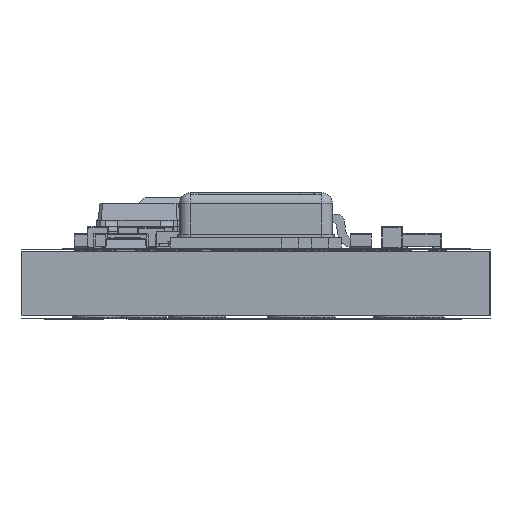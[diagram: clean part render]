
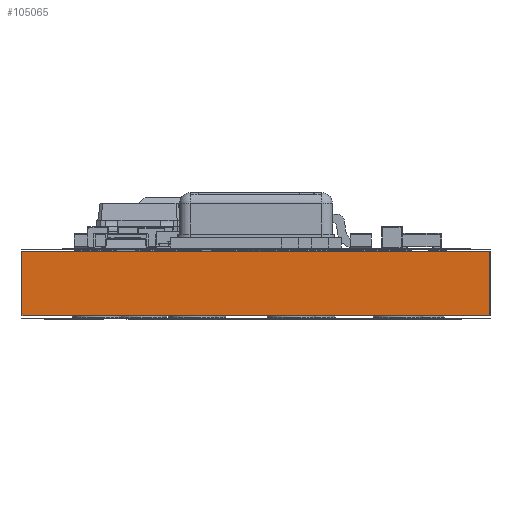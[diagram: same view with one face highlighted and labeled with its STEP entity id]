
A CAD part, left-side view. The second image highlights one B-rep face of the part: STEP entity #105065.
In plain terms, the highlighted planar face has unit normal (-1, 0, 0).
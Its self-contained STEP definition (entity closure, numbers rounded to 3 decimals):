
#105009 = VERTEX_POINT('',#105010);
#105010 = CARTESIAN_POINT('',(57.02,-153.146,1.51));
#105016 = EDGE_CURVE('',#105017,#105009,#105019,.T.);
#105017 = VERTEX_POINT('',#105018);
#105018 = CARTESIAN_POINT('',(57.02,-153.146,0.));
#105019 = LINE('',#105020,#105021);
#105020 = CARTESIAN_POINT('',(57.02,-153.146,0.));
#105021 = VECTOR('',#105022,1.);
#105022 = DIRECTION('',(0.,0.,1.));
#105065 = ADVANCED_FACE('',(#105066),#105091,.T.);
#105066 = FACE_BOUND('',#105067,.T.);
#105067 = EDGE_LOOP('',(#105068,#105069,#105077,#105085));
#105068 = ORIENTED_EDGE('',*,*,#105016,.T.);
#105069 = ORIENTED_EDGE('',*,*,#105070,.T.);
#105070 = EDGE_CURVE('',#105009,#105071,#105073,.T.);
#105071 = VERTEX_POINT('',#105072);
#105072 = CARTESIAN_POINT('',(57.02,-142.146,1.51));
#105073 = LINE('',#105074,#105075);
#105074 = CARTESIAN_POINT('',(57.02,-153.146,1.51));
#105075 = VECTOR('',#105076,1.);
#105076 = DIRECTION('',(0.,1.,0.));
#105077 = ORIENTED_EDGE('',*,*,#105078,.F.);
#105078 = EDGE_CURVE('',#105079,#105071,#105081,.T.);
#105079 = VERTEX_POINT('',#105080);
#105080 = CARTESIAN_POINT('',(57.02,-142.146,0.));
#105081 = LINE('',#105082,#105083);
#105082 = CARTESIAN_POINT('',(57.02,-142.146,0.));
#105083 = VECTOR('',#105084,1.);
#105084 = DIRECTION('',(0.,0.,1.));
#105085 = ORIENTED_EDGE('',*,*,#105086,.F.);
#105086 = EDGE_CURVE('',#105017,#105079,#105087,.T.);
#105087 = LINE('',#105088,#105089);
#105088 = CARTESIAN_POINT('',(57.02,-153.146,0.));
#105089 = VECTOR('',#105090,1.);
#105090 = DIRECTION('',(0.,1.,0.));
#105091 = PLANE('',#105092);
#105092 = AXIS2_PLACEMENT_3D('',#105093,#105094,#105095);
#105093 = CARTESIAN_POINT('',(57.02,-153.146,0.));
#105094 = DIRECTION('',(-1.,0.,0.));
#105095 = DIRECTION('',(0.,1.,0.));
